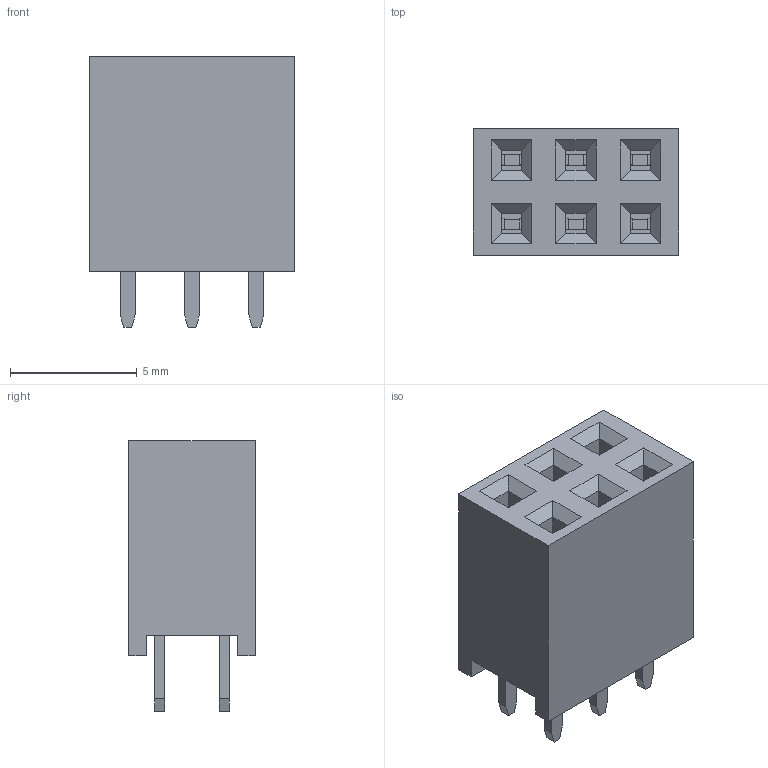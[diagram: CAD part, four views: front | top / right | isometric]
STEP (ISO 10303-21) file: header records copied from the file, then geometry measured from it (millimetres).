
FILE_DESCRIPTION (( 'STEP AP214' ), '1' );
FILE_NAME ('PBD-6.STEP', '2020-06-05T13:35:00', ( 'Elessar' ), ( '' ), 'SwSTEP 2.0', 'SolidWorks 2018', '' );
FILE_SCHEMA (( 'AUTOMOTIVE_DESIGN' ));
Length unit declared in the file: millimetre
Products named in the file (1): PBD-6
Bounding box: 8.12 x 5 x 10.7 mm (x, y, z)
Volume: 299.7 mm3; surface area: 490.6 mm2
Topology: 1 solids, 1 shells, 154 faces, 396 edges, 256 vertices
Faces by surface type: plane 154
Entity records: 5506 total; most frequent: CARTESIAN_POINT 807, ORIENTED_EDGE 792, DIRECTION 706, VECTOR 396, LINE 396, EDGE_CURVE 396, VERTEX_POINT 256, EDGE_LOOP 166
